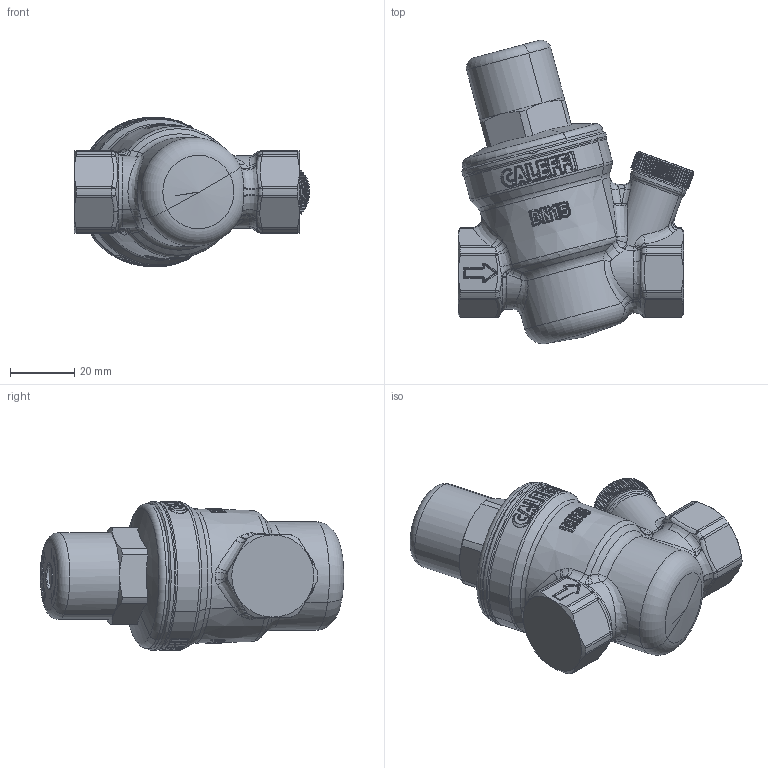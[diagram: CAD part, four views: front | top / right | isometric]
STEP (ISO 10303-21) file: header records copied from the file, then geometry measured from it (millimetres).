
FILE_DESCRIPTION(('CATIA V5 STEP Exchange','CAx-IF Rec.Pracs.--- Model Styling and Organization---1.4--- 2014-01-23','CAx-IF Rec.Pracs.---3D Tessellated Data Validation Properties---0.5---2014-09-14'),'2;1');
FILE_NAME('STEP_533441_-_TST.stp','2021-11-09T07:09:22+00:00',('none'),('none'),'CATIA Version 5-6 Release 2019 SP3','CATIA V5 STEP AP242 v1','none');
FILE_SCHEMA(('AP242_MANAGED_MODEL_BASED_3D_ENGINEERING_MIM_LF {1 0 10303 442 1 1 4}'));
Products named in the file (1): 533441 - TST
Bounding box: 73.2 x 94.22 x 46.4 mm (x, y, z)
Volume: 117708.5 mm3; surface area: 16933.9 mm2
Topology: 1 solids, 1 shells, 2341 faces, 5772 edges, 3226 vertices
Faces by surface type: bspline 1176, plane 505, cylinder 329, sphere 204, cone 68, torus 59
Entity records: 125543 total; most frequent: CARTESIAN_POINT 84216, ORIENTED_EDGE 11058, EDGE_CURVE 5529, DIRECTION 3843, B_SPLINE_CURVE_WITH_KNOTS 3462, VERTEX_POINT 3226, EDGE_LOOP 2377, ADVANCED_FACE 2341
